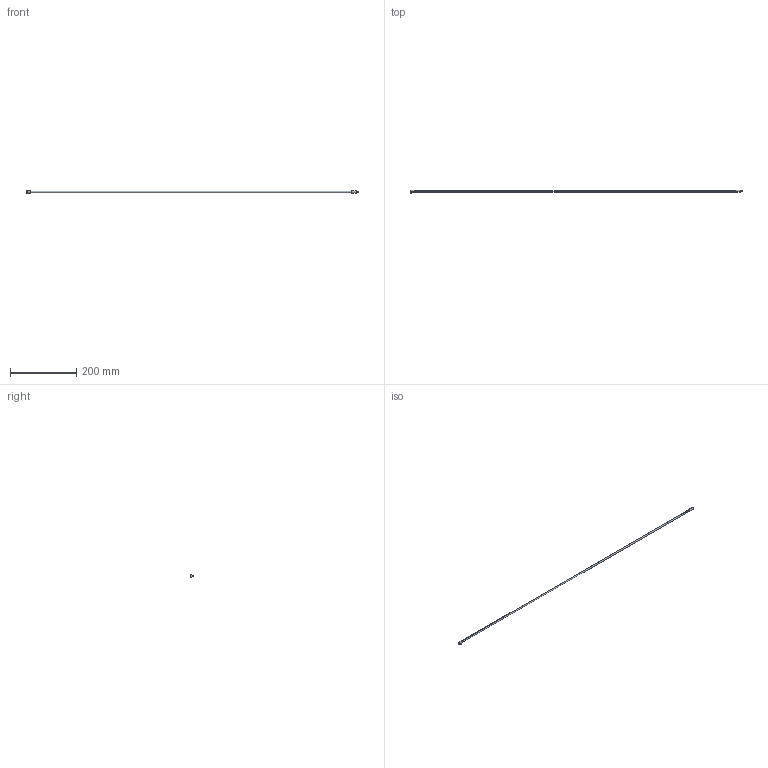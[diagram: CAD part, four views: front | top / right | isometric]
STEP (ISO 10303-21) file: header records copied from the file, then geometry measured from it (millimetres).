
FILE_DESCRIPTION (( 'STEP AP214' ), '1' );
FILE_NAME ('OPT2085.STEP', '2016-02-24T14:40:04', ( '' ), ( '' ), 'SwSTEP 2.0', 'SolidWorks 2014', '' );
FILE_SCHEMA (( 'AUTOMOTIVE_DESIGN' ));
Length unit declared in the file: inch
Products named in the file (1): OPT2085
Bounding box: 1000 x 11 x 7 mm (x, y, z)
Volume: 19308.1 mm3; surface area: 15669.1 mm2
Topology: 1 solids, 1 shells, 24 faces, 46 edges, 28 vertices
Faces by surface type: cylinder 12, plane 6, torus 4, cone 2
Entity records: 1014 total; most frequent: CARTESIAN_POINT 149, DIRECTION 124, ORIENTED_EDGE 92, AXIS2_PLACEMENT_3D 55, EDGE_CURVE 46, CIRCLE 30, VERTEX_POINT 28, EDGE_LOOP 28
